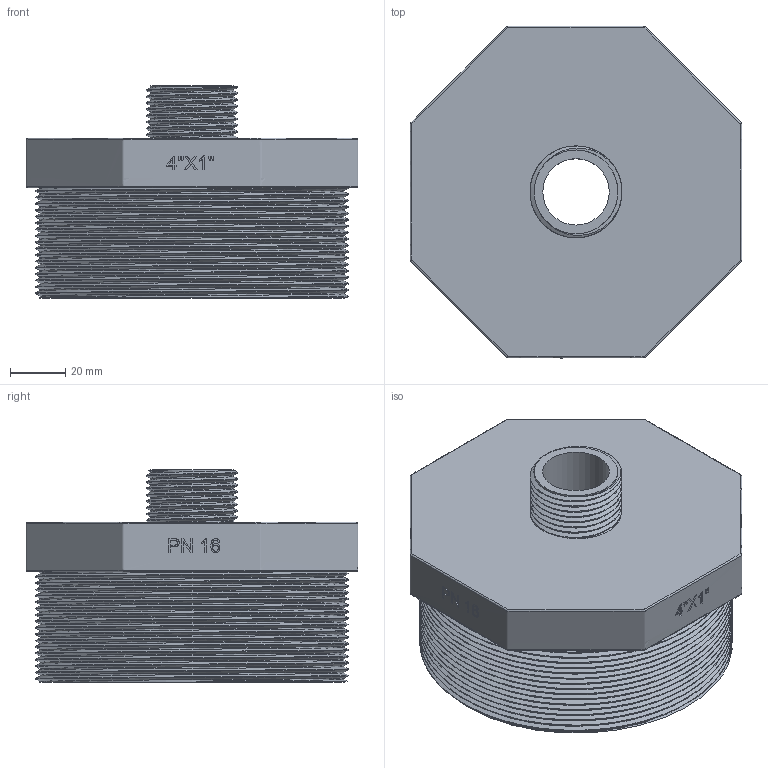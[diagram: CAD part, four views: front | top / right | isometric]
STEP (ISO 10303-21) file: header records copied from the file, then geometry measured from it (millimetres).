
FILE_DESCRIPTION(/* description */ (''),/* implementation_level */ '2;1');
FILE_NAME(/* name */ '41.stp',/* time_stamp */ '2026-02-11T15:03:22+08:00',/* author */ (''),/* organization */ (''),/* preprocessor_version */ 'ST-DEVELOPER v16',/* originating_system */ 'SIEMENS PLM Software NX 10.0',/* authorisation */ '');
FILE_SCHEMA (('AUTOMOTIVE_DESIGN { 1 0 10303 214 3 1 1 1 }'));
Length unit declared in the file: millimetre
Products named in the file (1): gelv2AA8464Ea4wn
Bounding box: 120.01 x 120.02 x 77 mm (x, y, z)
Volume: 292529.8 mm3; surface area: 73655 mm2
Topology: 1 solids, 1 shells, 275 faces, 729 edges, 486 vertices
Faces by surface type: plane 150, extrusion 82, cylinder 37, bspline 6
Full cylindrical faces by diameter (mm): 2.9 x1, 3.6 x1, 24 x1, 30.291 x8, 90 x1, 110.072 x17
Entity records: 16878 total; most frequent: CARTESIAN_POINT 11547, ORIENTED_EDGE 1282, DIRECTION 665, EDGE_CURVE 641, B_SPLINE_CURVE_WITH_KNOTS 484, VERTEX_POINT 432, VECTOR 291, EDGE_LOOP 291
